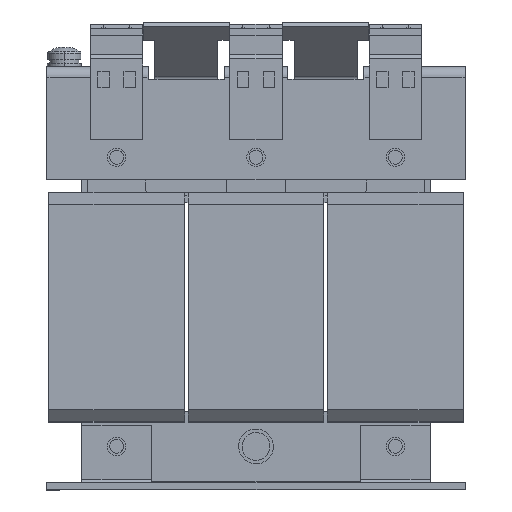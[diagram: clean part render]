
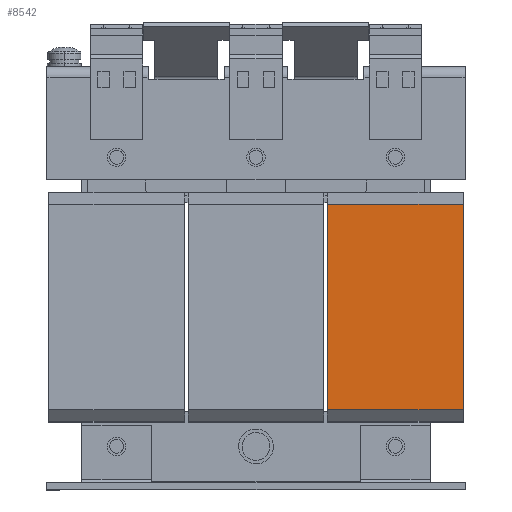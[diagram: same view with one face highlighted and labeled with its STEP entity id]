
A CAD part, top view. The second image highlights one B-rep face of the part: STEP entity #8542.
In plain terms, the highlighted planar face has unit normal (0, 0, 1).
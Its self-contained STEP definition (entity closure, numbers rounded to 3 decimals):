
#89 = VECTOR ( 'NONE', #22336, 1000. ) ;
#863 = EDGE_CURVE ( 'Defeature ausgef�hrt1_169+Defeature ausgef�hrt1_168+Defeature ausgef�hrt1_150+Defeature ausgef�hrt1_173', #18744, #17827, #27417, .T. ) ;
#1628 = LINE ( 'NONE', #18401, #3629 ) ;
#2030 = ORIENTED_EDGE ( 'NONE', *, *, #27095, .T. ) ;
#3629 = VECTOR ( 'NONE', #9955, 1000. ) ;
#6138 = ORIENTED_EDGE ( 'NONE', *, *, #24600, .F. ) ;
#6275 = CARTESIAN_POINT ( 'NONE',  ( 20.5, -31., 27.85 ) ) ;
#6846 = CARTESIAN_POINT ( 'NONE',  ( 59.5, 28., 27.85 ) ) ;
#7241 = LINE ( 'NONE', #6846, #26587 ) ;
#7319 = DIRECTION ( 'NONE',  ( 0., 1., 0. ) ) ;
#7672 = DIRECTION ( 'NONE',  ( -1., 0., 0. ) ) ;
#8542 = ADVANCED_FACE ( 'Defeature ausgef�hrt1_168', ( #19528 ), #24632, .F. ) ;
#8955 = CARTESIAN_POINT ( 'NONE',  ( 20.5, 28., 27.85 ) ) ;
#8990 = DIRECTION ( 'NONE',  ( 1., 0., 0. ) ) ;
#9284 = CARTESIAN_POINT ( 'NONE',  ( 20.5, 28., 27.85 ) ) ;
#9955 = DIRECTION ( 'NONE',  ( 0., 1., 0. ) ) ;
#10026 = VERTEX_POINT ( 'NONE', #21119 ) ;
#11556 = VECTOR ( 'NONE', #8990, 1000. ) ;
#11868 = DIRECTION ( 'NONE',  ( 0., 0., -1. ) ) ;
#12423 = ORIENTED_EDGE ( 'NONE', *, *, #863, .F. ) ;
#14297 = CARTESIAN_POINT ( 'NONE',  ( 59.5, 28., 27.85 ) ) ;
#16033 = CARTESIAN_POINT ( 'NONE',  ( 20.5, 28., 27.85 ) ) ;
#17827 = VERTEX_POINT ( 'NONE', #14297 ) ;
#18401 = CARTESIAN_POINT ( 'NONE',  ( 20.5, 28., 27.85 ) ) ;
#18744 = VERTEX_POINT ( 'NONE', #8955 ) ;
#19528 = FACE_OUTER_BOUND ( 'NONE', #21987, .T. ) ;
#20151 = CARTESIAN_POINT ( 'NONE',  ( 20.5, -31., 27.85 ) ) ;
#21119 = CARTESIAN_POINT ( 'NONE',  ( 59.5, -31., 27.85 ) ) ;
#21987 = EDGE_LOOP ( 'NONE', ( #2030, #12423, #6138, #25285 ) ) ;
#22336 = DIRECTION ( 'NONE',  ( 1., 0., 0. ) ) ;
#22342 = VERTEX_POINT ( 'NONE', #6275 ) ;
#23242 = LINE ( 'NONE', #20151, #11556 ) ;
#23633 = AXIS2_PLACEMENT_3D ( 'NONE', #16033, #11868, #7672 ) ;
#24600 = EDGE_CURVE ( 'Defeature ausgef�hrt1_150+Defeature ausgef�hrt1_168+Defeature ausgef�hrt1_167+Defeature ausgef�hrt1_169', #22342, #18744, #1628, .T. ) ;
#24632 = PLANE ( 'NONE',  #23633 ) ;
#25285 = ORIENTED_EDGE ( 'NONE', *, *, #27139, .T. ) ;
#26587 = VECTOR ( 'NONE', #7319, 1000. ) ;
#27095 = EDGE_CURVE ( 'Defeature ausgef�hrt1_168+Defeature ausgef�hrt1_173+Defeature ausgef�hrt1_167+Defeature ausgef�hrt1_169', #10026, #17827, #7241, .T. ) ;
#27139 = EDGE_CURVE ( 'Defeature ausgef�hrt1_168+Defeature ausgef�hrt1_167+Defeature ausgef�hrt1_150+Defeature ausgef�hrt1_173', #22342, #10026, #23242, .T. ) ;
#27417 = LINE ( 'NONE', #9284, #89 ) ;
